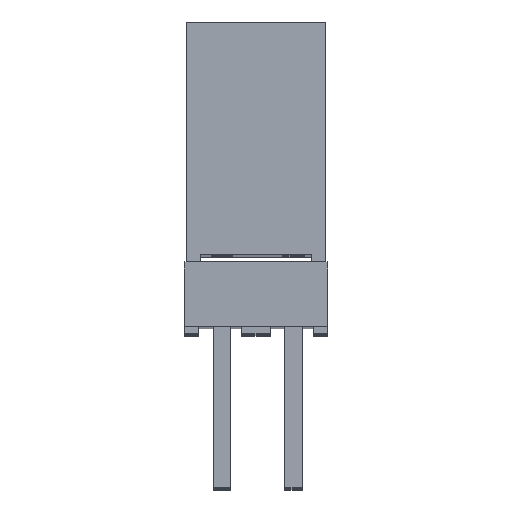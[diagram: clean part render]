
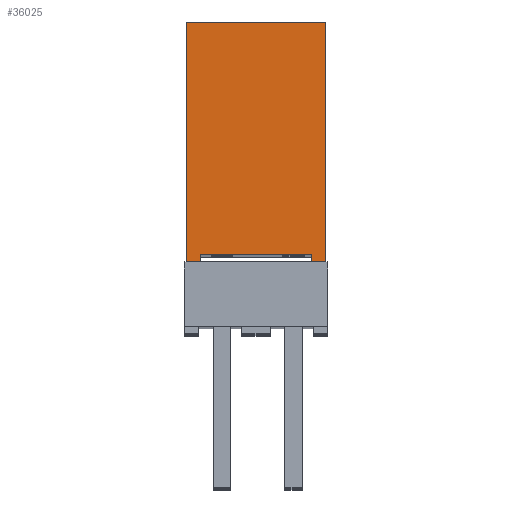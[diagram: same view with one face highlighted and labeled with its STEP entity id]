
A CAD part, top view. The second image highlights one B-rep face of the part: STEP entity #36025.
In plain terms, the highlighted planar face has unit normal (0, 0, 1).
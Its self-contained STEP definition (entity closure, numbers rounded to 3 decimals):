
#26722 = VERTEX_POINT('',#26723);
#26723 = CARTESIAN_POINT('',(2.477,8.509,25.654));
#26729 = EDGE_CURVE('',#26722,#26730,#26732,.T.);
#26730 = VERTEX_POINT('',#26731);
#26731 = CARTESIAN_POINT('',(2.477,0.,25.654));
#26732 = LINE('',#26733,#26734);
#26733 = CARTESIAN_POINT('',(2.477,8.509,25.654));
#26734 = VECTOR('',#26735,1.);
#26735 = DIRECTION('',(0.,-1.,0.));
#27474 = VERTEX_POINT('',#27475);
#27475 = CARTESIAN_POINT('',(-2.477,0.,25.654));
#27481 = EDGE_CURVE('',#27482,#27474,#27484,.T.);
#27482 = VERTEX_POINT('',#27483);
#27483 = CARTESIAN_POINT('',(-2.477,8.509,25.654));
#27484 = LINE('',#27485,#27486);
#27485 = CARTESIAN_POINT('',(-2.477,8.509,25.654));
#27486 = VECTOR('',#27487,1.);
#27487 = DIRECTION('',(0.,-1.,0.));
#29336 = VERTEX_POINT('',#29337);
#29337 = CARTESIAN_POINT('',(-1.969,0.254,25.654));
#29343 = EDGE_CURVE('',#29336,#29344,#29346,.T.);
#29344 = VERTEX_POINT('',#29345);
#29345 = CARTESIAN_POINT('',(-1.969,0.,25.654));
#29346 = LINE('',#29347,#29348);
#29347 = CARTESIAN_POINT('',(-1.969,0.254,25.654));
#29348 = VECTOR('',#29349,1.);
#29349 = DIRECTION('',(0.,-1.,0.));
#29376 = VERTEX_POINT('',#29377);
#29377 = CARTESIAN_POINT('',(1.969,0.,25.654));
#29383 = EDGE_CURVE('',#29376,#29384,#29386,.T.);
#29384 = VERTEX_POINT('',#29385);
#29385 = CARTESIAN_POINT('',(1.969,0.254,25.654));
#29386 = LINE('',#29387,#29388);
#29387 = CARTESIAN_POINT('',(1.969,0.254,25.654));
#29388 = VECTOR('',#29389,1.);
#29389 = DIRECTION('',(0.,1.,0.));
#31331 = EDGE_CURVE('',#29376,#26730,#31332,.T.);
#31332 = LINE('',#31333,#31334);
#31333 = CARTESIAN_POINT('',(-2.477,0.,25.654));
#31334 = VECTOR('',#31335,1.);
#31335 = DIRECTION('',(1.,0.,0.));
#31348 = EDGE_CURVE('',#27474,#29344,#31349,.T.);
#31349 = LINE('',#31350,#31351);
#31350 = CARTESIAN_POINT('',(-2.477,0.,25.654));
#31351 = VECTOR('',#31352,1.);
#31352 = DIRECTION('',(1.,0.,0.));
#33170 = EDGE_CURVE('',#29384,#29336,#33171,.T.);
#33171 = LINE('',#33172,#33173);
#33172 = CARTESIAN_POINT('',(-1.969,0.254,25.654));
#33173 = VECTOR('',#33174,1.);
#33174 = DIRECTION('',(-1.,0.,0.));
#34653 = EDGE_CURVE('',#27482,#26722,#34654,.T.);
#34654 = LINE('',#34655,#34656);
#34655 = CARTESIAN_POINT('',(-2.477,8.509,25.654));
#34656 = VECTOR('',#34657,1.);
#34657 = DIRECTION('',(1.,0.,0.));
#36025 = ADVANCED_FACE('',(#36026),#36036,.F.);
#36026 = FACE_BOUND('',#36027,.T.);
#36027 = EDGE_LOOP('',(#36028,#36029,#36030,#36031,#36032,#36033,#36034,
    #36035));
#36028 = ORIENTED_EDGE('',*,*,#29343,.F.);
#36029 = ORIENTED_EDGE('',*,*,#33170,.F.);
#36030 = ORIENTED_EDGE('',*,*,#29383,.F.);
#36031 = ORIENTED_EDGE('',*,*,#31331,.T.);
#36032 = ORIENTED_EDGE('',*,*,#26729,.F.);
#36033 = ORIENTED_EDGE('',*,*,#34653,.F.);
#36034 = ORIENTED_EDGE('',*,*,#27481,.T.);
#36035 = ORIENTED_EDGE('',*,*,#31348,.T.);
#36036 = PLANE('',#36037);
#36037 = AXIS2_PLACEMENT_3D('',#36038,#36039,#36040);
#36038 = CARTESIAN_POINT('',(-2.477,8.509,25.654));
#36039 = DIRECTION('',(0.,0.,-1.));
#36040 = DIRECTION('',(0.,-1.,0.));
